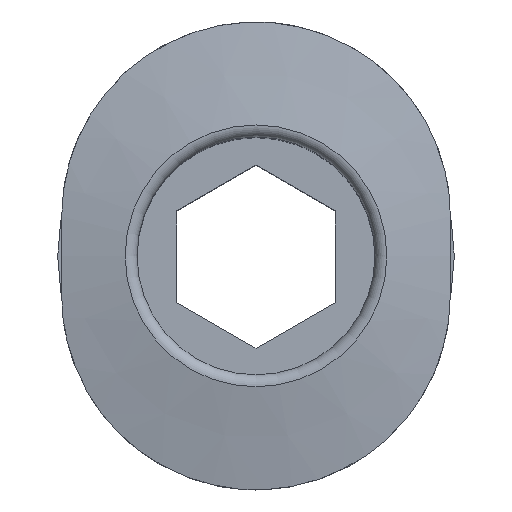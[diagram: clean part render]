
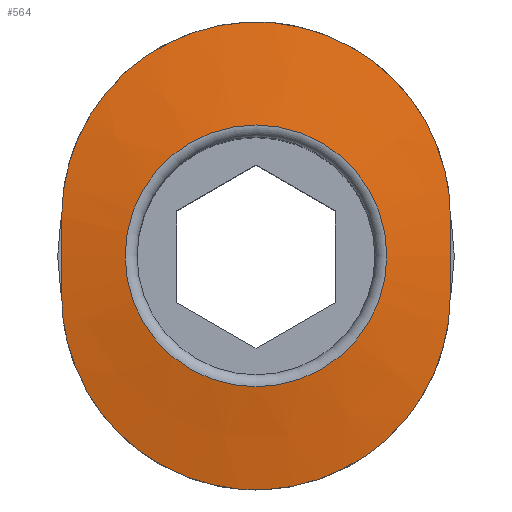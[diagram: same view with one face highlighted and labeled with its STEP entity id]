
A CAD part, top view. The second image highlights one B-rep face of the part: STEP entity #564.
In plain terms, the highlighted conical face has half-angle 80 degrees and reference radius 3.3 mm.
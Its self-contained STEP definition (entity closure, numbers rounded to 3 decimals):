
#20=B_SPLINE_CURVE_WITH_KNOTS('',3,(#787,#788,#789,#790,#791,#792,#793),
 .UNSPECIFIED.,.F.,.F.,(4,1,1,1,4),(0.,0.004,
0.008,0.011,0.015),
 .UNSPECIFIED.);
#21=B_SPLINE_CURVE_WITH_KNOTS('',3,(#799,#800,#801,#802),.UNSPECIFIED.,
 .F.,.F.,(4,4),(0.002,0.004),.UNSPECIFIED.);
#22=B_SPLINE_CURVE_WITH_KNOTS('',3,(#806,#807,#808,#809,#810,#811,#812),
 .UNSPECIFIED.,.F.,.F.,(4,1,1,1,4),(0.,0.004,
0.008,0.011,0.015),.UNSPECIFIED.);
#23=B_SPLINE_CURVE_WITH_KNOTS('',3,(#816,#817,#818,#819),.UNSPECIFIED.,
 .F.,.F.,(4,4),(0.002,0.004),.UNSPECIFIED.);
#27=CONICAL_SURFACE('',#608,3.3,1.396);
#49=CIRCLE('',#609,3.3);
#100=ORIENTED_EDGE('',*,*,#164,.F.);
#101=ORIENTED_EDGE('',*,*,#161,.F.);
#102=ORIENTED_EDGE('',*,*,#168,.F.);
#103=ORIENTED_EDGE('',*,*,#166,.F.);
#104=ORIENTED_EDGE('',*,*,#169,.T.);
#161=EDGE_CURVE('',#205,#206,#20,.T.);
#164=EDGE_CURVE('',#206,#207,#21,.T.);
#166=EDGE_CURVE('',#207,#208,#22,.T.);
#168=EDGE_CURVE('',#208,#205,#23,.T.);
#169=EDGE_CURVE('',#209,#209,#49,.T.);
#205=VERTEX_POINT('',#794);
#206=VERTEX_POINT('',#795);
#207=VERTEX_POINT('',#803);
#208=VERTEX_POINT('',#813);
#209=VERTEX_POINT('',#822);
#294=EDGE_LOOP('',(#100,#101,#102,#103));
#295=EDGE_LOOP('',(#104));
#336=FACE_BOUND('',#294,.T.);
#337=FACE_BOUND('',#295,.T.);
#564=ADVANCED_FACE('',(#336,#337),#27,.T.);
#608=AXIS2_PLACEMENT_3D('',#820,#693,#694);
#609=AXIS2_PLACEMENT_3D('',#821,#695,#696);
#693=DIRECTION('',(0.,0.,-1.));
#694=DIRECTION('',(-1.,0.,0.));
#695=DIRECTION('',(0.,0.,-1.));
#696=DIRECTION('',(-1.,0.,0.));
#787=CARTESIAN_POINT('',(-4.9,1.,9.9));
#788=CARTESIAN_POINT('',(-4.9,2.294,9.854));
#789=CARTESIAN_POINT('',(-3.839,4.832,9.773));
#790=CARTESIAN_POINT('',(-0.005,6.433,9.726));
#791=CARTESIAN_POINT('',(3.837,4.836,9.773));
#792=CARTESIAN_POINT('',(4.9,2.294,9.854));
#793=CARTESIAN_POINT('',(4.9,1.,9.9));
#794=CARTESIAN_POINT('',(-4.9,1.,9.9));
#795=CARTESIAN_POINT('',(4.9,1.,9.9));
#799=CARTESIAN_POINT('',(4.9,1.,9.9));
#800=CARTESIAN_POINT('',(4.9,0.333,9.924));
#801=CARTESIAN_POINT('',(4.9,-0.333,9.924));
#802=CARTESIAN_POINT('',(4.9,-1.,9.9));
#803=CARTESIAN_POINT('',(4.9,-1.,9.9));
#806=CARTESIAN_POINT('',(4.9,-1.,9.9));
#807=CARTESIAN_POINT('',(4.9,-2.294,9.854));
#808=CARTESIAN_POINT('',(3.839,-4.832,9.773));
#809=CARTESIAN_POINT('',(0.005,-6.433,9.726));
#810=CARTESIAN_POINT('',(-3.837,-4.836,9.773));
#811=CARTESIAN_POINT('',(-4.9,-2.294,9.854));
#812=CARTESIAN_POINT('',(-4.9,-1.,9.9));
#813=CARTESIAN_POINT('',(-4.9,-1.,9.9));
#816=CARTESIAN_POINT('',(-4.9,-1.,9.9));
#817=CARTESIAN_POINT('',(-4.9,-0.333,9.924));
#818=CARTESIAN_POINT('',(-4.9,0.333,9.924));
#819=CARTESIAN_POINT('',(-4.9,1.,9.9));
#820=CARTESIAN_POINT('',(0.,0.,10.2));
#821=CARTESIAN_POINT('',(0.,0.,10.2));
#822=CARTESIAN_POINT('',(-3.3,0.,10.2));
